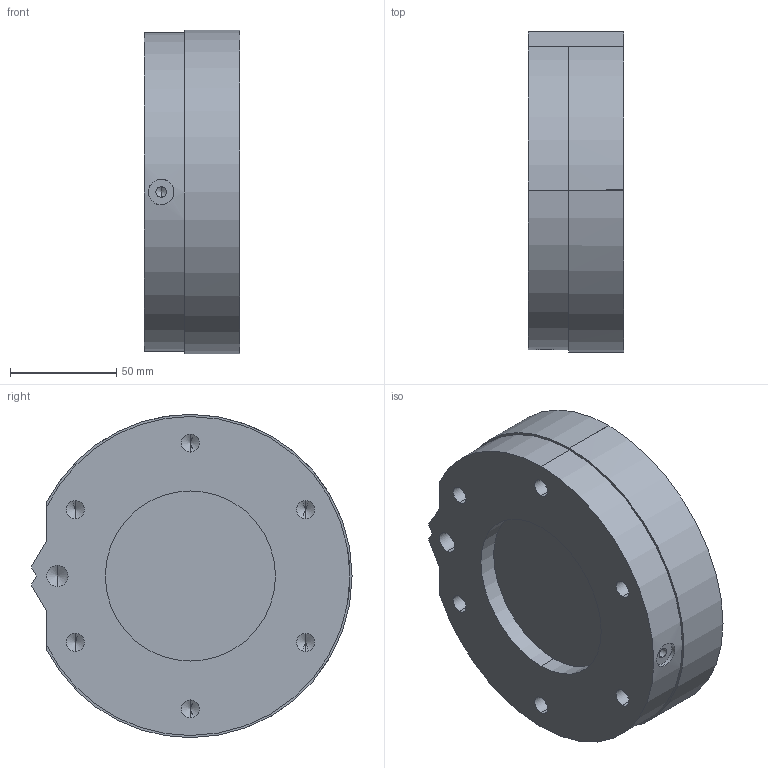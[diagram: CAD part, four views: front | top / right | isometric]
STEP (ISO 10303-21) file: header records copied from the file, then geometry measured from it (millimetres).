
FILE_DESCRIPTION (( 'STEP AP203' ), '1' );
FILE_NAME ('SMART-5 NJ-110-3.0_p10.STEP_Default_sldprt.STEP', '2024-04-24T11:32:29', ( '' ), ( '' ), 'SwSTEP 2.0', 'SolidWorks 2023', '' );
FILE_SCHEMA (( 'CONFIG_CONTROL_DESIGN' ));
Length unit declared in the file: millimetre
Products named in the file (1): SMART-5 NJ-110-3.0_p10.STEP_Default_sldprt
Bounding box: 45 x 150.5 x 152 mm (x, y, z)
Volume: 479858.4 mm3; surface area: 71806.8 mm2
Topology: 1 solids, 1 shells, 61 faces, 152 edges, 88 vertices
Faces by surface type: cylinder 28, plane 17, cone 16
Entity records: 1849 total; most frequent: CARTESIAN_POINT 360, DIRECTION 314, ORIENTED_EDGE 272, EDGE_CURVE 136, AXIS2_PLACEMENT_3D 118, VERTEX_POINT 88, VECTOR 78, LINE 78
